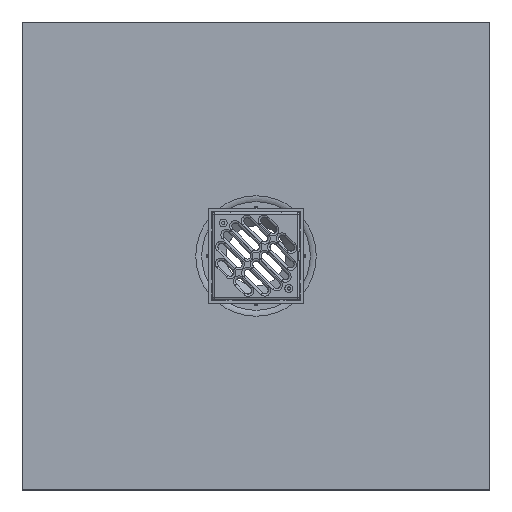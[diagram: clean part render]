
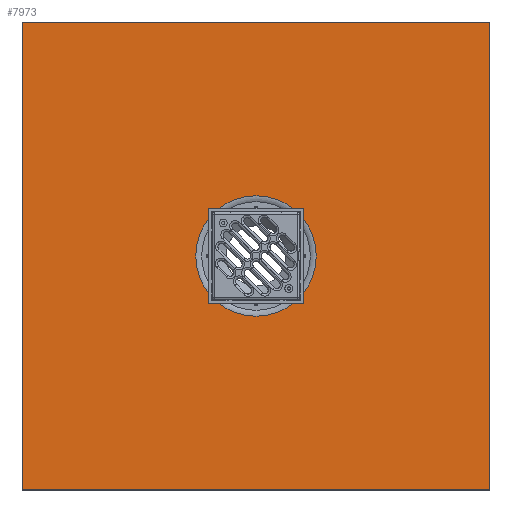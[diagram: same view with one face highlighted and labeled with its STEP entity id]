
A CAD part, top view. The second image highlights one B-rep face of the part: STEP entity #7973.
In plain terms, the highlighted planar face has unit normal (0, 0, 1).
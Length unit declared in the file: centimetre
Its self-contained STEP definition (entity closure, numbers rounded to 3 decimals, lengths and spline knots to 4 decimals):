
#343=LINE('',#13537,#873);
#347=LINE('',#13544,#877);
#350=LINE('',#13550,#880);
#351=LINE('',#13552,#881);
#873=VECTOR('',#10117,1.);
#877=VECTOR('',#10123,1.);
#880=VECTOR('',#10128,1.);
#881=VECTOR('',#10131,1.);
#1413=FACE_BOUND('',#2288,.T.);
#1497=PLANE('',#8660);
#1759=FACE_OUTER_BOUND('',#2287,.T.);
#2287=EDGE_LOOP('',(#5885,#5886,#5887,#5888));
#2288=EDGE_LOOP('',(#5889));
#2914=CIRCLE('',#8630,64.3137);
#3541=VERTEX_POINT('',#13488);
#3556=VERTEX_POINT('',#13534);
#3557=VERTEX_POINT('',#13536);
#3559=VERTEX_POINT('',#13542);
#3561=VERTEX_POINT('',#13548);
#4385=EDGE_CURVE('',#3541,#3541,#2914,.T.);
#4408=EDGE_CURVE('',#3556,#3557,#343,.T.);
#4412=EDGE_CURVE('',#3559,#3556,#347,.T.);
#4415=EDGE_CURVE('',#3561,#3559,#350,.T.);
#4416=EDGE_CURVE('',#3557,#3561,#351,.T.);
#5885=ORIENTED_EDGE('',*,*,#4408,.F.);
#5886=ORIENTED_EDGE('',*,*,#4412,.F.);
#5887=ORIENTED_EDGE('',*,*,#4415,.F.);
#5888=ORIENTED_EDGE('',*,*,#4416,.F.);
#5889=ORIENTED_EDGE('',*,*,#4385,.T.);
#7973=ADVANCED_FACE('',(#1759,#1413),#1497,.F.);
#8630=AXIS2_PLACEMENT_3D('',#13489,#10057,#10058);
#8660=AXIS2_PLACEMENT_3D('',#13551,#10129,#10130);
#10057=DIRECTION('center_axis',(0.,0.,-1.));
#10058=DIRECTION('ref_axis',(1.,0.,0.));
#10117=DIRECTION('',(0.,-1.,0.));
#10123=DIRECTION('',(1.,0.,0.));
#10128=DIRECTION('',(0.,1.,0.));
#10129=DIRECTION('center_axis',(0.,0.,-1.));
#10130=DIRECTION('ref_axis',(-1.,0.,0.));
#10131=DIRECTION('',(-1.,0.,0.));
#13488=CARTESIAN_POINT('',(286.0299,196.7534,128.));
#13489=CARTESIAN_POINT('Origin',(286.0299,261.0671,128.));
#13534=CARTESIAN_POINT('',(536.0299,511.0671,128.));
#13536=CARTESIAN_POINT('',(536.0299,11.0671,128.));
#13537=CARTESIAN_POINT('',(536.0299,261.0671,128.));
#13542=CARTESIAN_POINT('',(36.0299,511.0671,128.));
#13544=CARTESIAN_POINT('',(286.0299,511.0671,128.));
#13548=CARTESIAN_POINT('',(36.0299,11.0671,128.));
#13550=CARTESIAN_POINT('',(36.0299,261.0671,128.));
#13551=CARTESIAN_POINT('Origin',(286.0299,261.0671,128.));
#13552=CARTESIAN_POINT('',(286.0299,11.0671,128.));
